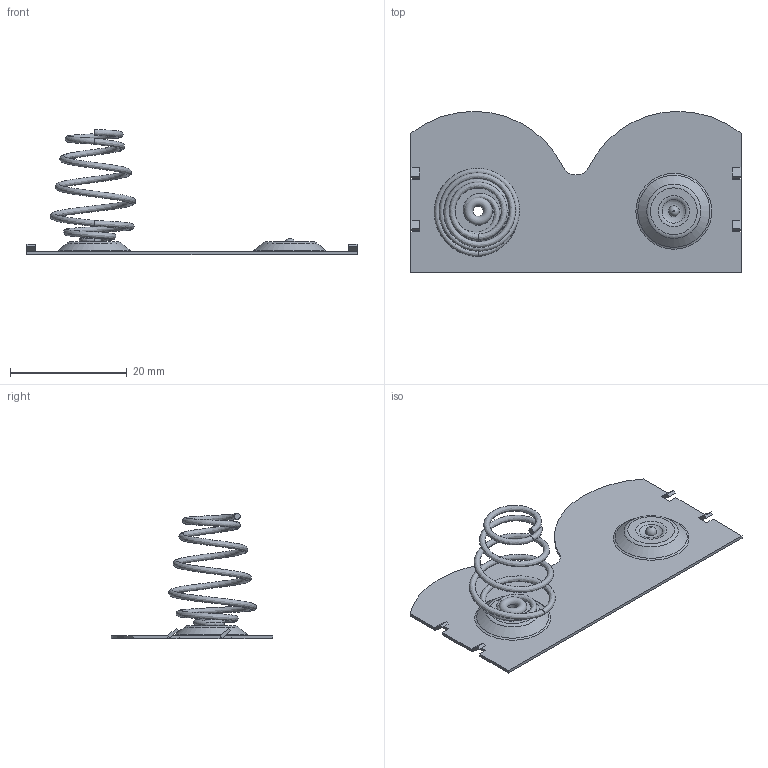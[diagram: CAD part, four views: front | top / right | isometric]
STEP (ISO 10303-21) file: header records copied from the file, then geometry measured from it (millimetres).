
FILE_DESCRIPTION (( 'STEP AP214' ), '1' );
FILE_NAME ('5253.STEP', '2020-02-03T15:22:01', ( '' ), ( '' ), 'SwSTEP 2.0', 'SolidWorks 2013', '' );
FILE_SCHEMA (( 'AUTOMOTIVE_DESIGN' ));
Length unit declared in the file: inch
Products named in the file (1): 5253
Bounding box: 56.5 x 27.6 x 21.45 mm (x, y, z)
Volume: 891.5 mm3; surface area: 3706.3 mm2
Topology: 3 solids, 3 shells, 96 faces, 207 edges, 122 vertices
Faces by surface type: plane 58, torus 17, cylinder 13, cone 5, bspline 3
Full cylindrical faces by diameter (mm): 1.778 x1, 2.261 x1, 2.48 x1, 13 x1
Entity records: 4750 total; most frequent: CARTESIAN_POINT 1479, DIRECTION 412, ORIENTED_EDGE 348, EDGE_CURVE 174, AXIS2_PLACEMENT_3D 147, EDGE_LOOP 134, LINE 118, VECTOR 118
